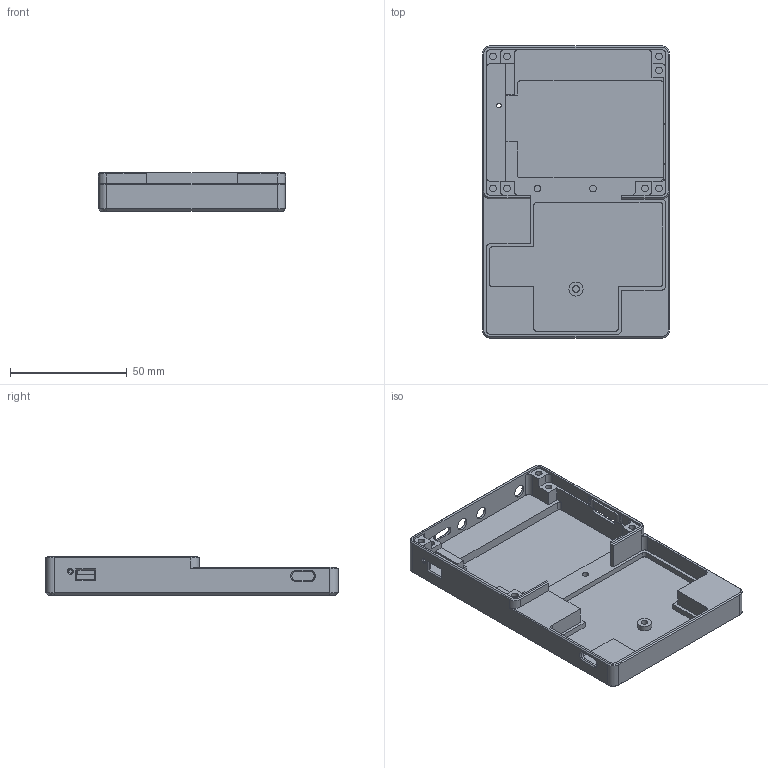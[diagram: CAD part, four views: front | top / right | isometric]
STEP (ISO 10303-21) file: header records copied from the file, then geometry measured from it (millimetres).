
FILE_DESCRIPTION(('FreeCAD Model'),'2;1');
FILE_NAME('Open CASCADE Shape Model','2024-12-14T12:02:53',(''),(''), 'Open CASCADE STEP processor 7.8','FreeCAD','Unknown');
FILE_SCHEMA(('AUTOMOTIVE_DESIGN { 1 0 10303 214 1 1 1 1 }'));
Length unit declared in the file: millimetre
Products named in the file (1): case
Bounding box: 80 x 125 x 16.5 mm (x, y, z)
Volume: 45599.4 mm3; surface area: 31676 mm2
Topology: 1 solids, 1 shells, 244 faces, 627 edges, 396 vertices
Faces by surface type: plane 133, cylinder 75, cone 30, bspline 6
Full cylindrical faces by diameter (mm): 1.5 x1, 2 x1, 2.8 x11, 5.5 x3, 6 x1
Entity records: 7537 total; most frequent: CARTESIAN_POINT 1456, DIRECTION 1269, ORIENTED_EDGE 1254, EDGE_CURVE 627, LINE 427, VECTOR 427, AXIS2_PLACEMENT_3D 421, VERTEX_POINT 396
